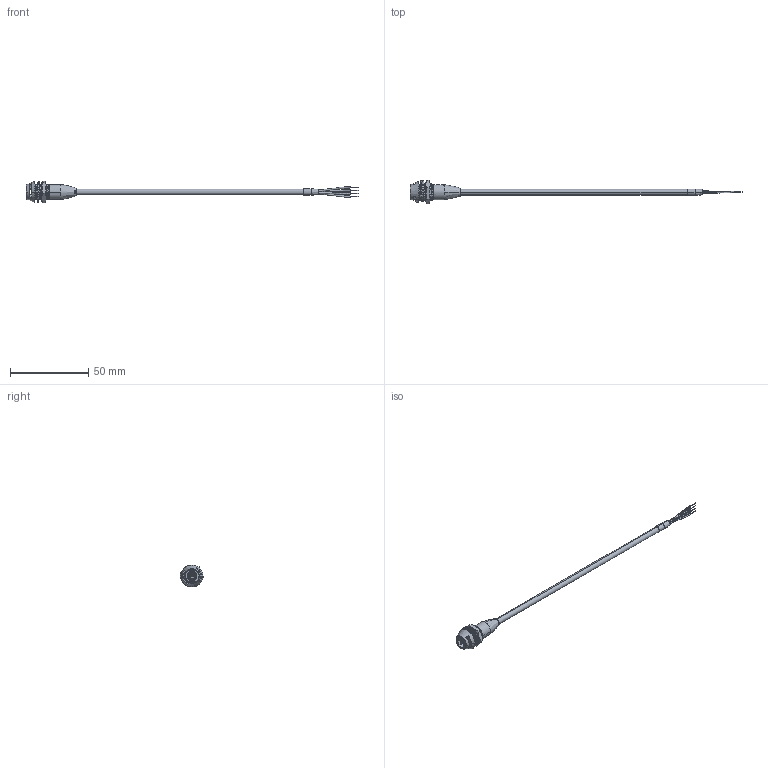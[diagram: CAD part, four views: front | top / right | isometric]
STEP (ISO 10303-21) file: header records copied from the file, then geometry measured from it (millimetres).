
FILE_DESCRIPTION (( 'STEP AP203' ), '1' );
FILE_NAME ('10-03409_revA.STEP', '2019-09-24T23:04:28', ( '' ), ( '' ), 'SwSTEP 2.0', 'SolidWorks 2015', '' );
FILE_SCHEMA (( 'CONFIG_CONTROL_DESIGN' ));
Length unit declared in the file: millimetre
Products named in the file (15): 24-00267; 50-00903; 50-00903_Insulator; 50-00903_Contact 4; 56-00001_Helical - Render; 50-00903_Shell tab; 50-00903_Contact 2; 50-00903_Collar; 50-00903_Contact 3; 56-00000; 50-00903_Shell insulator; 50-00903_Contact 1; 50-00903_Shell; 30-00179_s + t; 10-03409_revA
Assembly tree (14 placements, depth 3):
  10-03409_revA
    24-00267
    50-00903
      50-00903_Insulator
      50-00903_Shell insulator
      50-00903_Collar
      50-00903_Contact 4
      50-00903_Shell
      50-00903_Contact 1
      50-00903_Contact 2
      50-00903_Contact 3
      50-00903_Shell tab
    30-00179_s + t
    56-00000
    56-00001_Helical - Render
Bounding box: 212.4 x 15.07 x 13.86 mm (x, y, z)
Volume: 4250.7 mm3; surface area: 19915.4 mm2
Topology: 119 solids, 119 shells, 1211 faces, 2793 edges, 1797 vertices
Faces by surface type: cylinder 517, plane 448, bspline 219, cone 25, torus 2
Entity records: 94707 total; most frequent: CARTESIAN_POINT 66743, ORIENTED_EDGE 5490, DIRECTION 5290, EDGE_CURVE 2745, AXIS2_PLACEMENT_3D 2116, VERTEX_POINT 1797, EDGE_LOOP 1396, FACE_OUTER_BOUND 1211
